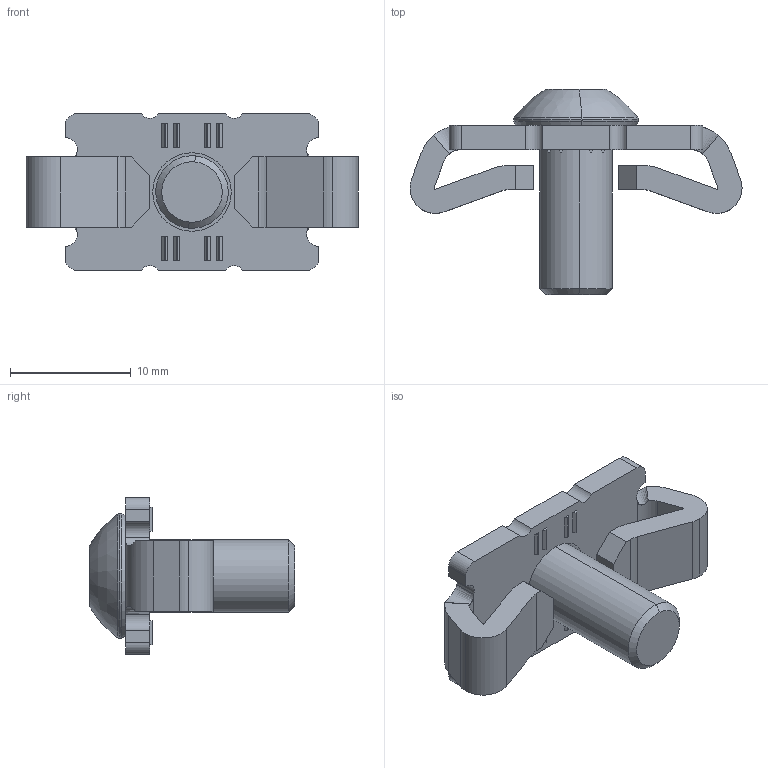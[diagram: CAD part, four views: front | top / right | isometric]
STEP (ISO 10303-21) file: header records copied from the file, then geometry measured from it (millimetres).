
FILE_DESCRIPTION (( 'STEP AP214' ), '1' );
FILE_NAME ('FIXE06E1548-Fixation standard 6 30 Zn.step', '2023-03-24T10:00:16', ( 'Altae' ), ( '' ), 'SwSTEP 2.0', 'SolidWorks 2021', '' );
FILE_SCHEMA (( 'AUTOMOTIVE_DESIGN' ));
Length unit declared in the file: millimetre
Products named in the file (1): FIXE06E1548-Fixation standard 6 30 Zn
Bounding box: 27.5 x 17 x 13 mm (x, y, z)
Volume: 1329.7 mm3; surface area: 1613 mm2
Topology: 2 solids, 2 shells, 134 faces, 342 edges, 222 vertices
Faces by surface type: plane 84, cylinder 34, bspline 12, cone 4
Entity records: 6031 total; most frequent: CARTESIAN_POINT 1245, ORIENTED_EDGE 684, DIRECTION 666, EDGE_CURVE 342, VECTOR 244, LINE 244, VERTEX_POINT 222, AXIS2_PLACEMENT_3D 211
